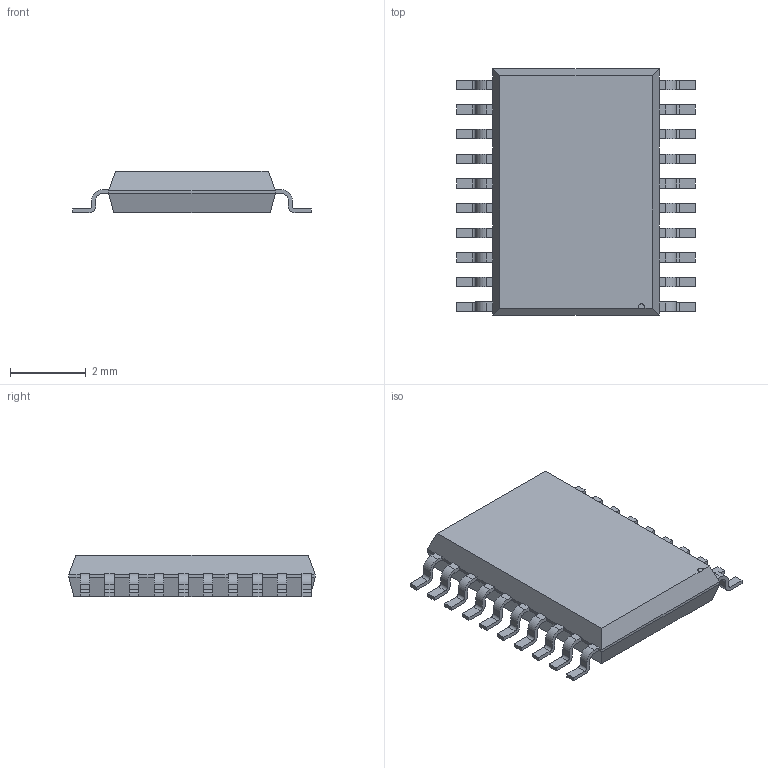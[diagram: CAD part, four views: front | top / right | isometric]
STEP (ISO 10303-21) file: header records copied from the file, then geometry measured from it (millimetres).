
FILE_DESCRIPTION(('FreeCAD Model'),'2;1');
FILE_NAME('User Library-TSSOP20_TP_TSSOP21.step' ,'2017-08-22T16:13:45',('kicad StepUp'),('ksu MCAD'), 'Open CASCADE STEP processor 7.1','FreeCAD','Unknown');
FILE_SCHEMA(('AUTOMOTIVE_DESIGN_CC2 { 1 2 10303 214 -1 1 5 4 }'));
Length unit declared in the file: millimetre
Products named in the file (1): User_Library-TSSOP20_TP_TSSOP21
Bounding box: 6.28 x 6.5 x 1.09 mm (x, y, z)
Volume: 30.2 mm3; surface area: 92.9 mm2
Topology: 1 solids, 1 shells, 297 faces, 837 edges, 542 vertices
Faces by surface type: plane 215, cylinder 82
Entity records: 11584 total; most frequent: CARTESIAN_POINT 1683, ORIENTED_EDGE 1674, DIRECTION 1595, EDGE_CURVE 837, LINE 671, VECTOR 671, VERTEX_POINT 542, AXIS2_PLACEMENT_3D 462
